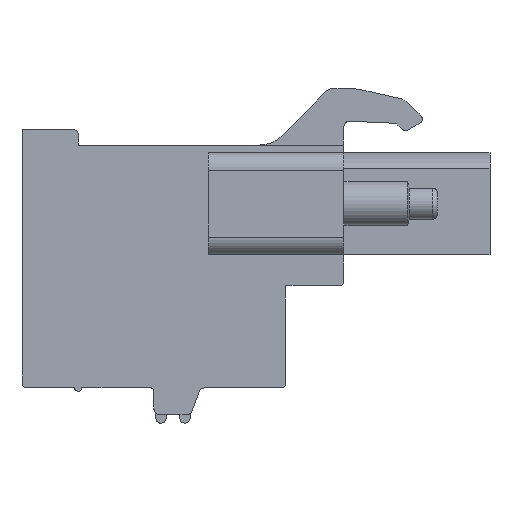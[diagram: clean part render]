
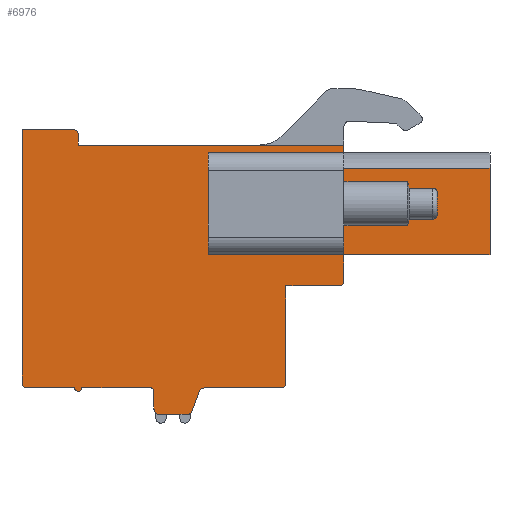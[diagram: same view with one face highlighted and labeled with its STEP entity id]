
A CAD part, left-side view. The second image highlights one B-rep face of the part: STEP entity #6976.
In plain terms, the highlighted planar face has unit normal (-1, 0, 0).
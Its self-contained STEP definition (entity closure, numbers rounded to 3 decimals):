
#1=DIRECTION('',(0.,-1.,0.));
#2=VECTOR('',#1,6.1);
#3=CARTESIAN_POINT('',(0.,2.04,0.73));
#4=LINE('',#3,#2);
#5=DIRECTION('',(0.,0.,1.));
#6=VECTOR('',#5,5.8);
#7=CARTESIAN_POINT('',(0.,-4.06,0.73));
#8=LINE('',#7,#6);
#9=DIRECTION('',(0.,1.,0.));
#10=VECTOR('',#9,6.1);
#11=CARTESIAN_POINT('',(0.,-4.06,6.53));
#12=LINE('',#11,#10);
#13=CARTESIAN_POINT('',(0.,-2.06,-6.54));
#14=DIRECTION('',(1.,0.,0.));
#15=DIRECTION('',(0.,-1.,0.));
#16=AXIS2_PLACEMENT_3D('',#13,#14,#15);
#18=DIRECTION('',(0.,1.,0.));
#19=VECTOR('',#18,4.34);
#20=CARTESIAN_POINT('',(0.,-2.06,-6.84));
#21=LINE('',#20,#19);
#22=CARTESIAN_POINT('',(0.,2.28,-7.14));
#23=DIRECTION('',(-1.,0.,0.));
#24=DIRECTION('',(0.,0.,1.));
#25=AXIS2_PLACEMENT_3D('',#22,#23,#24);
#27=DIRECTION('',(0.,0.345,-0.939));
#28=VECTOR('',#27,1.179);
#29=CARTESIAN_POINT('',(0.,2.562,-7.037));
#30=LINE('',#29,#28);
#31=CARTESIAN_POINT('',(0.,3.25,-8.04));
#32=DIRECTION('',(1.,0.,0.));
#33=DIRECTION('',(0.,-0.939,-0.345));
#34=AXIS2_PLACEMENT_3D('',#31,#32,#33);
#36=DIRECTION('',(0.,1.,0.));
#37=VECTOR('',#36,1.59);
#38=CARTESIAN_POINT('',(0.,3.25,-8.34));
#39=LINE('',#38,#37);
#40=CARTESIAN_POINT('',(0.,4.84,-8.04));
#41=DIRECTION('',(1.,0.,0.));
#42=DIRECTION('',(0.,0.,-1.));
#43=AXIS2_PLACEMENT_3D('',#40,#41,#42);
#45=DIRECTION('',(0.,0.,1.));
#46=VECTOR('',#45,1.);
#47=CARTESIAN_POINT('',(0.,5.14,-8.04));
#48=LINE('',#47,#46);
#49=CARTESIAN_POINT('',(0.,5.34,-7.04));
#50=DIRECTION('',(-1.,0.,0.));
#51=DIRECTION('',(0.,-1.,0.));
#52=AXIS2_PLACEMENT_3D('',#49,#50,#51);
#54=DIRECTION('',(0.,1.,0.));
#55=VECTOR('',#54,3.9);
#56=CARTESIAN_POINT('',(0.,5.34,-6.84));
#57=LINE('',#56,#55);
#58=CARTESIAN_POINT('',(0.,9.44,-6.84));
#59=DIRECTION('',(1.,0.,0.));
#60=DIRECTION('',(0.,-1.,0.));
#61=AXIS2_PLACEMENT_3D('',#58,#59,#60);
#63=DIRECTION('',(0.,1.,0.));
#64=VECTOR('',#63,2.7);
#65=CARTESIAN_POINT('',(0.,9.64,-6.84));
#66=LINE('',#65,#64);
#67=CARTESIAN_POINT('',(0.,12.34,-6.54));
#68=DIRECTION('',(1.,0.,0.));
#69=DIRECTION('',(0.,0.,-1.));
#70=AXIS2_PLACEMENT_3D('',#67,#68,#69);
#72=DIRECTION('',(0.,0.,1.));
#73=VECTOR('',#72,0.5);
#74=CARTESIAN_POINT('',(0.,12.64,-6.54));
#75=LINE('',#74,#73);
#76=DIRECTION('',(0.,0.,1.));
#77=VECTOR('',#76,13.9);
#78=CARTESIAN_POINT('',(0.,12.64,-6.04));
#79=LINE('',#78,#77);
#80=DIRECTION('',(0.,-1.,0.));
#81=VECTOR('',#80,2.9);
#82=CARTESIAN_POINT('',(0.,12.64,7.86));
#83=LINE('',#82,#81);
#84=CARTESIAN_POINT('',(0.,9.74,7.56));
#85=DIRECTION('',(1.,0.,0.));
#86=DIRECTION('',(0.,0.,1.));
#87=AXIS2_PLACEMENT_3D('',#84,#85,#86);
#89=DIRECTION('',(0.,0.,-1.));
#90=VECTOR('',#89,0.6);
#91=CARTESIAN_POINT('',(0.,9.44,7.56));
#92=LINE('',#91,#90);
#93=DIRECTION('',(0.,-1.,0.));
#94=VECTOR('',#93,15.1);
#95=CARTESIAN_POINT('',(0.,9.44,6.96));
#96=LINE('',#95,#94);
#97=DIRECTION('',(0.,0.,-1.));
#98=VECTOR('',#97,1.325);
#99=CARTESIAN_POINT('',(0.,-5.66,6.96));
#100=LINE('',#99,#98);
#101=DIRECTION('',(0.,1.,0.));
#102=VECTOR('',#101,8.3);
#103=CARTESIAN_POINT('',(0.,-13.96,5.635));
#104=LINE('',#103,#102);
#105=DIRECTION('',(0.,1.,0.));
#106=VECTOR('',#105,8.3);
#107=CARTESIAN_POINT('',(0.,-13.96,0.73));
#108=LINE('',#107,#106);
#109=DIRECTION('',(0.,0.,-1.));
#110=VECTOR('',#109,1.47);
#111=CARTESIAN_POINT('',(0.,-5.66,0.73));
#112=LINE('',#111,#110);
#113=CARTESIAN_POINT('',(0.,-5.36,-0.74));
#114=DIRECTION('',(-1.,0.,0.));
#115=DIRECTION('',(0.,0.,-1.));
#116=AXIS2_PLACEMENT_3D('',#113,#114,#115);
#303=DIRECTION('',(0.,0.,1.));
#304=VECTOR('',#303,5.8);
#305=CARTESIAN_POINT('',(0.,2.04,0.73));
#306=LINE('',#305,#304);
#640=DIRECTION('',(0.,-1.,0.));
#641=VECTOR('',#640,3.);
#642=CARTESIAN_POINT('',(0.,-2.36,-1.04));
#643=LINE('',#642,#641);
#1092=DIRECTION('',(0.,0.,1.));
#1093=VECTOR('',#1092,4.905);
#1094=CARTESIAN_POINT('',(0.,-13.96,0.73));
#1095=LINE('',#1094,#1093);
#1815=DIRECTION('',(0.,0.,1.));
#1816=VECTOR('',#1815,5.5);
#1817=CARTESIAN_POINT('',(0.,-2.36,-6.54));
#1818=LINE('',#1817,#1816);
#5269=CARTESIAN_POINT('',(0.,12.34,-6.84));
#5270=CARTESIAN_POINT('',(0.,12.64,-6.54));
#5271=VERTEX_POINT('',#5269);
#5272=VERTEX_POINT('',#5270);
#5273=CARTESIAN_POINT('',(0.,12.64,-6.04));
#5274=VERTEX_POINT('',#5273);
#5275=CARTESIAN_POINT('',(0.,12.64,7.86));
#5276=VERTEX_POINT('',#5275);
#5277=CARTESIAN_POINT('',(0.,9.74,7.86));
#5278=VERTEX_POINT('',#5277);
#5279=CARTESIAN_POINT('',(0.,9.44,7.56));
#5280=VERTEX_POINT('',#5279);
#5281=CARTESIAN_POINT('',(0.,9.44,6.96));
#5282=VERTEX_POINT('',#5281);
#5283=CARTESIAN_POINT('',(0.,-5.66,6.96));
#5284=VERTEX_POINT('',#5283);
#5285=CARTESIAN_POINT('',(0.,-2.36,-6.54));
#5286=CARTESIAN_POINT('',(0.,-2.06,-6.84));
#5287=VERTEX_POINT('',#5285);
#5288=VERTEX_POINT('',#5286);
#5289=CARTESIAN_POINT('',(0.,2.28,-6.84));
#5290=VERTEX_POINT('',#5289);
#5291=CARTESIAN_POINT('',(0.,2.562,-7.037));
#5292=VERTEX_POINT('',#5291);
#5293=CARTESIAN_POINT('',(0.,2.968,-8.143));
#5294=VERTEX_POINT('',#5293);
#5295=CARTESIAN_POINT('',(0.,3.25,-8.34));
#5296=VERTEX_POINT('',#5295);
#5297=CARTESIAN_POINT('',(0.,4.84,-8.34));
#5298=VERTEX_POINT('',#5297);
#5299=CARTESIAN_POINT('',(0.,5.14,-8.04));
#5300=VERTEX_POINT('',#5299);
#5301=CARTESIAN_POINT('',(0.,5.14,-7.04));
#5302=VERTEX_POINT('',#5301);
#5303=CARTESIAN_POINT('',(0.,5.34,-6.84));
#5304=VERTEX_POINT('',#5303);
#5305=CARTESIAN_POINT('',(0.,9.24,-6.84));
#5306=VERTEX_POINT('',#5305);
#5307=CARTESIAN_POINT('',(0.,9.64,-6.84));
#5308=VERTEX_POINT('',#5307);
#5373=CARTESIAN_POINT('',(0.,-13.96,0.73));
#5374=VERTEX_POINT('',#5373);
#5375=CARTESIAN_POINT('',(0.,-5.66,0.73));
#5376=VERTEX_POINT('',#5375);
#5573=CARTESIAN_POINT('',(0.,-13.96,5.635));
#5575=VERTEX_POINT('',#5573);
#6593=CARTESIAN_POINT('',(0.,2.04,0.73));
#6594=CARTESIAN_POINT('',(0.,2.04,6.53));
#6595=VERTEX_POINT('',#6593);
#6596=VERTEX_POINT('',#6594);
#6601=CARTESIAN_POINT('',(0.,-4.06,0.73));
#6603=VERTEX_POINT('',#6601);
#6605=CARTESIAN_POINT('',(0.,-4.06,6.53));
#6607=VERTEX_POINT('',#6605);
#6609=CARTESIAN_POINT('',(0.,-5.66,5.635));
#6610=VERTEX_POINT('',#6609);
#6757=CARTESIAN_POINT('',(0.,-5.36,-1.04));
#6758=CARTESIAN_POINT('',(0.,-5.66,-0.74));
#6759=VERTEX_POINT('',#6757);
#6760=VERTEX_POINT('',#6758);
#6761=CARTESIAN_POINT('',(0.,-2.36,-1.04));
#6762=VERTEX_POINT('',#6761);
#6905=CARTESIAN_POINT('',(0.,0.,0.));
#6906=DIRECTION('',(1.,0.,0.));
#6907=DIRECTION('',(0.,-1.,0.));
#6908=AXIS2_PLACEMENT_3D('',#6905,#6906,#6907);
#6909=PLANE('',#6908);
#6911=ORIENTED_EDGE('',*,*,#6910,.F.);
#6913=ORIENTED_EDGE('',*,*,#6912,.F.);
#6915=ORIENTED_EDGE('',*,*,#6914,.T.);
#6917=ORIENTED_EDGE('',*,*,#6916,.T.);
#6919=ORIENTED_EDGE('',*,*,#6918,.T.);
#6921=ORIENTED_EDGE('',*,*,#6920,.T.);
#6923=ORIENTED_EDGE('',*,*,#6922,.T.);
#6925=ORIENTED_EDGE('',*,*,#6924,.T.);
#6927=ORIENTED_EDGE('',*,*,#6926,.T.);
#6929=ORIENTED_EDGE('',*,*,#6928,.T.);
#6931=ORIENTED_EDGE('',*,*,#6930,.T.);
#6933=ORIENTED_EDGE('',*,*,#6932,.T.);
#6935=ORIENTED_EDGE('',*,*,#6934,.T.);
#6937=ORIENTED_EDGE('',*,*,#6936,.T.);
#6939=ORIENTED_EDGE('',*,*,#6938,.T.);
#6941=ORIENTED_EDGE('',*,*,#6940,.T.);
#6943=ORIENTED_EDGE('',*,*,#6942,.T.);
#6945=ORIENTED_EDGE('',*,*,#6944,.T.);
#6947=ORIENTED_EDGE('',*,*,#6946,.T.);
#6949=ORIENTED_EDGE('',*,*,#6948,.T.);
#6951=ORIENTED_EDGE('',*,*,#6950,.T.);
#6953=ORIENTED_EDGE('',*,*,#6952,.T.);
#6955=ORIENTED_EDGE('',*,*,#6954,.F.);
#6957=ORIENTED_EDGE('',*,*,#6956,.F.);
#6959=ORIENTED_EDGE('',*,*,#6958,.T.);
#6961=ORIENTED_EDGE('',*,*,#6960,.T.);
#6963=ORIENTED_EDGE('',*,*,#6962,.F.);
#6964=EDGE_LOOP('',(#6911,#6913,#6915,#6917,#6919,#6921,#6923,#6925,#6927,#6929,
#6931,#6933,#6935,#6937,#6939,#6941,#6943,#6945,#6947,#6949,#6951,#6953,#6955,
#6957,#6959,#6961,#6963));
#6965=FACE_OUTER_BOUND('',#6964,.F.);
#6967=ORIENTED_EDGE('',*,*,#6966,.T.);
#6969=ORIENTED_EDGE('',*,*,#6968,.T.);
#6971=ORIENTED_EDGE('',*,*,#6970,.T.);
#6973=ORIENTED_EDGE('',*,*,#6972,.F.);
#6974=EDGE_LOOP('',(#6967,#6969,#6971,#6973));
#6975=FACE_BOUND('',#6974,.F.);
#6976=ADVANCED_FACE('',(#6965,#6975),#6909,.F.);
#17=CIRCLE('',#16,0.3);
#26=CIRCLE('',#25,0.3);
#35=CIRCLE('',#34,0.3);
#44=CIRCLE('',#43,0.3);
#53=CIRCLE('',#52,0.2);
#62=CIRCLE('',#61,0.2);
#71=CIRCLE('',#70,0.3);
#88=CIRCLE('',#87,0.3);
#117=CIRCLE('',#116,0.3);
#6910=EDGE_CURVE('',#6762,#6759,#643,.T.);
#6912=EDGE_CURVE('',#5287,#6762,#1818,.T.);
#6914=EDGE_CURVE('',#5287,#5288,#17,.T.);
#6916=EDGE_CURVE('',#5288,#5290,#21,.T.);
#6918=EDGE_CURVE('',#5290,#5292,#26,.T.);
#6920=EDGE_CURVE('',#5292,#5294,#30,.T.);
#6922=EDGE_CURVE('',#5294,#5296,#35,.T.);
#6924=EDGE_CURVE('',#5296,#5298,#39,.T.);
#6926=EDGE_CURVE('',#5298,#5300,#44,.T.);
#6928=EDGE_CURVE('',#5300,#5302,#48,.T.);
#6930=EDGE_CURVE('',#5302,#5304,#53,.T.);
#6932=EDGE_CURVE('',#5304,#5306,#57,.T.);
#6934=EDGE_CURVE('',#5306,#5308,#62,.T.);
#6936=EDGE_CURVE('',#5308,#5271,#66,.T.);
#6938=EDGE_CURVE('',#5271,#5272,#71,.T.);
#6940=EDGE_CURVE('',#5272,#5274,#75,.T.);
#6942=EDGE_CURVE('',#5274,#5276,#79,.T.);
#6944=EDGE_CURVE('',#5276,#5278,#83,.T.);
#6946=EDGE_CURVE('',#5278,#5280,#88,.T.);
#6948=EDGE_CURVE('',#5280,#5282,#92,.T.);
#6950=EDGE_CURVE('',#5282,#5284,#96,.T.);
#6952=EDGE_CURVE('',#5284,#6610,#100,.T.);
#6954=EDGE_CURVE('',#5575,#6610,#104,.T.);
#6956=EDGE_CURVE('',#5374,#5575,#1095,.T.);
#6958=EDGE_CURVE('',#5374,#5376,#108,.T.);
#6960=EDGE_CURVE('',#5376,#6760,#112,.T.);
#6962=EDGE_CURVE('',#6759,#6760,#117,.T.);
#6966=EDGE_CURVE('',#6595,#6603,#4,.T.);
#6968=EDGE_CURVE('',#6603,#6607,#8,.T.);
#6970=EDGE_CURVE('',#6607,#6596,#12,.T.);
#6972=EDGE_CURVE('',#6595,#6596,#306,.T.);
